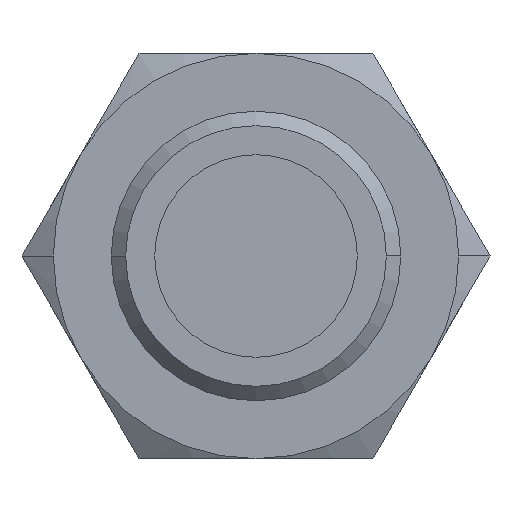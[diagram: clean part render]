
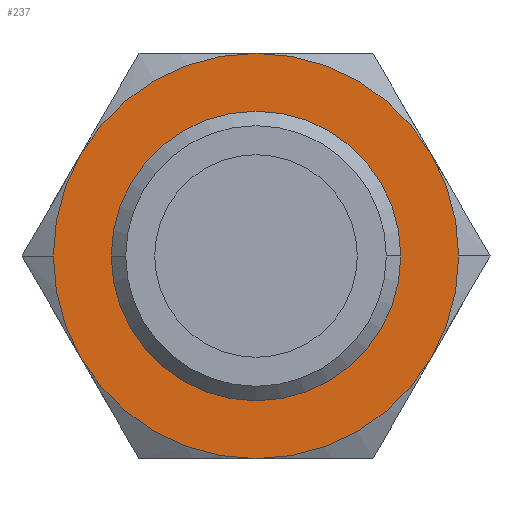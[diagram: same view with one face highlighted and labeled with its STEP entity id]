
A CAD part, front view. The second image highlights one B-rep face of the part: STEP entity #237.
In plain terms, the highlighted planar face has unit normal (0, -1, 0).
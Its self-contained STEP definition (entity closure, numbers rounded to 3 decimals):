
#237=ADVANCED_FACE('',(#381,#382),#383,.T.);
#381=FACE_OUTER_BOUND('',#532,.T.);
#382=FACE_BOUND('',#533,.T.);
#383=PLANE('',#534);
#532=EDGE_LOOP('',(#1003,#1004,#1005,#1006,#1007,#1008,#1009,#1010));
#533=EDGE_LOOP('',(#1011,#1012));
#534=AXIS2_PLACEMENT_3D('',#1013,#1014,#1015);
#1003=ORIENTED_EDGE('',*,*,#1195,.F.);
#1004=ORIENTED_EDGE('',*,*,#1181,.F.);
#1005=ORIENTED_EDGE('',*,*,#1184,.F.);
#1006=ORIENTED_EDGE('',*,*,#1186,.F.);
#1007=ORIENTED_EDGE('',*,*,#1179,.F.);
#1008=ORIENTED_EDGE('',*,*,#1190,.F.);
#1009=ORIENTED_EDGE('',*,*,#1193,.F.);
#1010=ORIENTED_EDGE('',*,*,#1175,.F.);
#1011=ORIENTED_EDGE('',*,*,#1215,.T.);
#1012=ORIENTED_EDGE('',*,*,#1159,.T.);
#1013=CARTESIAN_POINT('',(3.0,-5.0,0.0));
#1014=DIRECTION('',(0.0,-1.0,0.0));
#1015=DIRECTION('',(-1.0,0.0,0.0));
#1159=EDGE_CURVE('',#1363,#1360,#1364,.T.);
#1175=EDGE_CURVE('',#1390,#1393,#1394,.T.);
#1179=EDGE_CURVE('',#1399,#1397,#1401,.T.);
#1181=EDGE_CURVE('',#1403,#1405,#1406,.T.);
#1184=EDGE_CURVE('',#1409,#1403,#1411,.T.);
#1186=EDGE_CURVE('',#1397,#1409,#1413,.T.);
#1190=EDGE_CURVE('',#1417,#1399,#1419,.T.);
#1193=EDGE_CURVE('',#1393,#1417,#1423,.T.);
#1195=EDGE_CURVE('',#1405,#1390,#1425,.T.);
#1215=EDGE_CURVE('',#1360,#1363,#1453,.T.);
#1360=VERTEX_POINT('',#1888);
#1363=VERTEX_POINT('',#1892);
#1364=CIRCLE('',#1893,2.5);
#1390=VERTEX_POINT('',#1948);
#1393=VERTEX_POINT('',#1952);
#1394=CIRCLE('',#1953,3.5);
#1397=VERTEX_POINT('',#1967);
#1399=VERTEX_POINT('',#1970);
#1401=CIRCLE('',#1983,3.5);
#1403=VERTEX_POINT('',#1985);
#1405=VERTEX_POINT('',#1998);
#1406=CIRCLE('',#1999,3.5);
#1409=VERTEX_POINT('',#2013);
#1411=CIRCLE('',#2026,3.5);
#1413=CIRCLE('',#2039,3.5);
#1417=VERTEX_POINT('',#2065);
#1419=CIRCLE('',#2078,3.5);
#1423=CIRCLE('',#2104,3.5);
#1425=CIRCLE('',#2117,3.5);
#1453=CIRCLE('',#2255,2.5);
#1888=CARTESIAN_POINT('',(2.5,-5.0,0.0));
#1892=CARTESIAN_POINT('',(-2.5,-5.0,0.));
#1893=AXIS2_PLACEMENT_3D('',#2409,#2410,#2411);
#1948=CARTESIAN_POINT('',(3.5,-5.0,0.));
#1952=CARTESIAN_POINT('',(3.031,-5.0,-1.75));
#1953=AXIS2_PLACEMENT_3D('',#2435,#2436,#2437);
#1967=CARTESIAN_POINT('',(-3.5,-5.0,0.));
#1970=CARTESIAN_POINT('',(-3.031,-5.0,-1.75));
#1983=AXIS2_PLACEMENT_3D('',#2439,#2440,#2441);
#1985=CARTESIAN_POINT('',(0.,-5.0,3.5));
#1998=CARTESIAN_POINT('',(3.031,-5.0,1.75));
#1999=AXIS2_PLACEMENT_3D('',#2442,#2443,#2444);
#2013=CARTESIAN_POINT('',(-3.031,-5.0,1.75));
#2026=AXIS2_PLACEMENT_3D('',#2445,#2446,#2447);
#2039=AXIS2_PLACEMENT_3D('',#2448,#2449,#2450);
#2065=CARTESIAN_POINT('',(0.0,-5.0,-3.5));
#2078=AXIS2_PLACEMENT_3D('',#2451,#2452,#2453);
#2104=AXIS2_PLACEMENT_3D('',#2454,#2455,#2456);
#2117=AXIS2_PLACEMENT_3D('',#2457,#2458,#2459);
#2255=AXIS2_PLACEMENT_3D('',#2487,#2488,#2489);
#2409=CARTESIAN_POINT('',(0.0,-5.0,0.0));
#2410=DIRECTION('',(0.0,1.0,0.0));
#2411=DIRECTION('',(1.0,0.0,0.0));
#2435=CARTESIAN_POINT('',(0.0,-5.0,0.0));
#2436=DIRECTION('',(0.0,1.0,0.0));
#2437=DIRECTION('',(1.0,0.0,0.0));
#2439=CARTESIAN_POINT('',(0.0,-5.0,0.0));
#2440=DIRECTION('',(0.0,1.0,0.0));
#2441=DIRECTION('',(1.0,0.0,0.0));
#2442=CARTESIAN_POINT('',(0.0,-5.0,0.0));
#2443=DIRECTION('',(0.0,1.0,0.0));
#2444=DIRECTION('',(1.0,0.0,0.0));
#2445=CARTESIAN_POINT('',(0.0,-5.0,0.0));
#2446=DIRECTION('',(0.0,1.0,0.0));
#2447=DIRECTION('',(1.0,0.0,0.0));
#2448=CARTESIAN_POINT('',(0.0,-5.0,0.0));
#2449=DIRECTION('',(0.0,1.0,0.0));
#2450=DIRECTION('',(1.0,0.0,0.0));
#2451=CARTESIAN_POINT('',(0.0,-5.0,0.0));
#2452=DIRECTION('',(0.0,1.0,0.0));
#2453=DIRECTION('',(1.0,0.0,0.0));
#2454=CARTESIAN_POINT('',(0.0,-5.0,0.0));
#2455=DIRECTION('',(0.0,1.0,0.0));
#2456=DIRECTION('',(1.0,0.0,0.0));
#2457=CARTESIAN_POINT('',(0.0,-5.0,0.0));
#2458=DIRECTION('',(0.0,1.0,0.0));
#2459=DIRECTION('',(1.0,0.0,0.0));
#2487=CARTESIAN_POINT('',(0.0,-5.0,0.0));
#2488=DIRECTION('',(0.0,1.0,0.0));
#2489=DIRECTION('',(1.0,0.0,0.0));
